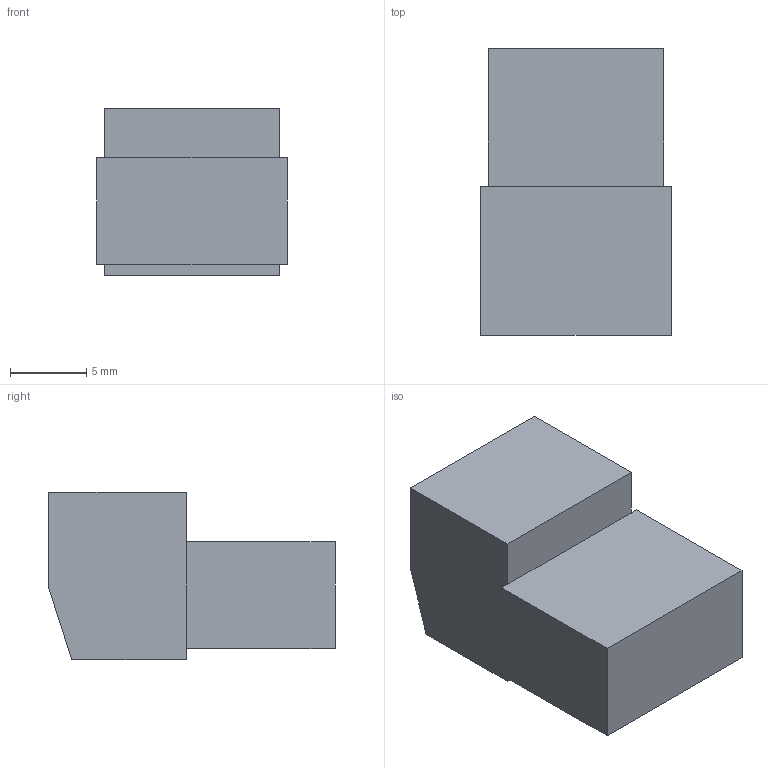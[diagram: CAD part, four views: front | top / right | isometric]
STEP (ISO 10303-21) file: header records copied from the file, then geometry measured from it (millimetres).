
FILE_DESCRIPTION (( 'STEP AP214' ), '1' );
FILE_NAME ('3 punt terminal block-0000.STEP', '2017-02-24T11:47:44', ( 'Stageloper' ), ( 'Hewlett-Packard Company' ), 'SwSTEP 2.0', 'SolidWorks 2015', '' );
FILE_SCHEMA (( 'AUTOMOTIVE_DESIGN' ));
Length unit declared in the file: millimetre
Products named in the file (3): 3 punt terminal block-0000; 3 punt terminal block; 3 punt terminal block-1
Assembly tree (2 placements, depth 2):
  3 punt terminal block-0000
    3 punt terminal block
    3 punt terminal block-1
Bounding box: 12.5 x 18.75 x 11 mm (x, y, z)
Volume: 1611.7 mm3; surface area: 2325.9 mm2
Topology: 2 solids, 2 shells, 131 faces, 315 edges, 198 vertices
Faces by surface type: plane 125, cylinder 6
Entity records: 4233 total; most frequent: CARTESIAN_POINT 649, ORIENTED_EDGE 630, DIRECTION 611, EDGE_CURVE 315, VECTOR 291, LINE 291, VERTEX_POINT 198, AXIS2_PLACEMENT_3D 160
